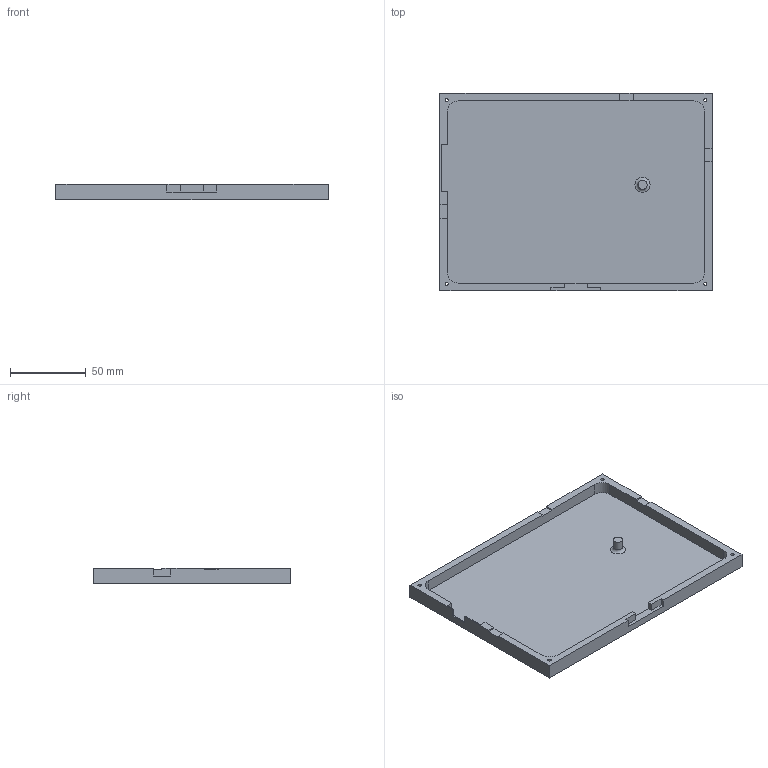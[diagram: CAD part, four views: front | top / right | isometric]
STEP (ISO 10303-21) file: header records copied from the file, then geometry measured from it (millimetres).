
FILE_DESCRIPTION(/* description */ (''),/* implementation_level */ '2;1');
FILE_NAME(/* name */ 'Deckel.stp',/* time_stamp */ '2021-11-16T19:35:20+01:00',/* author */ ('user'),/* organization */ (''),/* preprocessor_version */ 'ST-DEVELOPER v18.1',/* originating_system */ 'Autodesk Inventor 2021',/* authorisation */ '');
FILE_SCHEMA (('AUTOMOTIVE_DESIGN { 1 0 10303 214 3 1 1 }'));
Length unit declared in the file: millimetre
Products named in the file (1): Deckel
Bounding box: 180 x 130.5 x 10 mm (x, y, z)
Volume: 69505.2 mm3; surface area: 58059.5 mm2
Topology: 1 solids, 1 shells, 67 faces, 182 edges, 124 vertices
Faces by surface type: plane 53, cylinder 13, torus 1
Full cylindrical faces by diameter (mm): 2.2 x4, 4.5 x4, 6 x1
Entity records: 2174 total; most frequent: CARTESIAN_POINT 374, ORIENTED_EDGE 364, DIRECTION 355, EDGE_CURVE 182, LINE 145, VECTOR 145, VERTEX_POINT 124, AXIS2_PLACEMENT_3D 105
